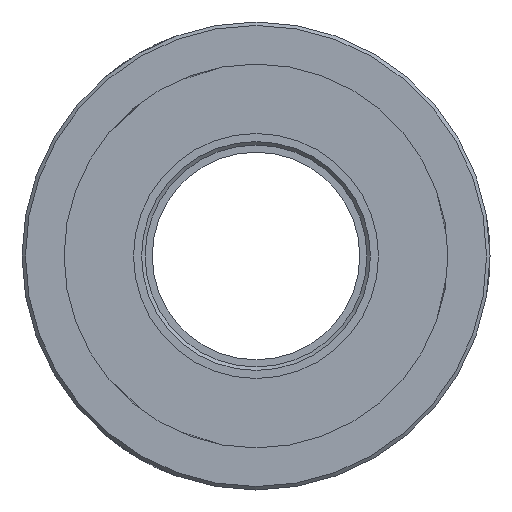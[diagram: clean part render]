
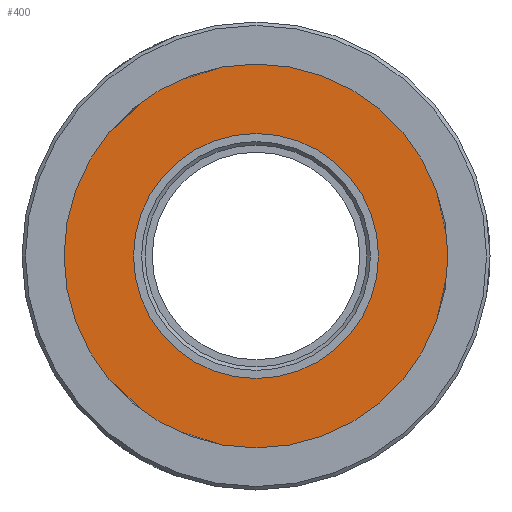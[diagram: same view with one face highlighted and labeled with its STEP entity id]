
A CAD part, front view. The second image highlights one B-rep face of the part: STEP entity #400.
In plain terms, the highlighted planar face has unit normal (0, -1, 0).
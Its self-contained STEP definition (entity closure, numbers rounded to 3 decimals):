
#341 = FACE_BOUND ( 'NONE', #1559, .T. ) ;
#348 = ORIENTED_EDGE ( 'NONE', *, *, #1361, .T. ) ;
#400 = ADVANCED_FACE ( 'NONE', ( #1589, #341 ), #875, .T. ) ;
#499 = CARTESIAN_POINT ( 'NONE',  ( 14.303, -14.05, 0. ) ) ;
#529 = VERTEX_POINT ( 'NONE', #845 ) ;
#714 = CIRCLE ( 'NONE', #1160, 16.65 ) ;
#845 = CARTESIAN_POINT ( 'NONE',  ( 14.303, -14.05, -16.65 ) ) ;
#851 = DIRECTION ( 'NONE',  ( 0., 0., -1. ) ) ;
#875 = PLANE ( 'NONE',  #1088 ) ;
#1088 = AXIS2_PLACEMENT_3D ( 'NONE', #1229, #1550, #2258 ) ;
#1098 = ORIENTED_EDGE ( 'NONE', *, *, #1816, .T. ) ;
#1160 = AXIS2_PLACEMENT_3D ( 'NONE', #1201, #2253, #1921 ) ;
#1172 = CIRCLE ( 'NONE', #1732, 10.625 ) ;
#1201 = CARTESIAN_POINT ( 'NONE',  ( 14.303, -14.05, 0. ) ) ;
#1229 = CARTESIAN_POINT ( 'NONE',  ( 30.953, -14.05, 0. ) ) ;
#1361 = EDGE_CURVE ( 'NONE', #1495, #1495, #1172, .T. ) ;
#1495 = VERTEX_POINT ( 'NONE', #2205 ) ;
#1550 = DIRECTION ( 'NONE',  ( 0., -1., 0. ) ) ;
#1559 = EDGE_LOOP ( 'NONE', ( #348 ) ) ;
#1589 = FACE_OUTER_BOUND ( 'NONE', #1956, .T. ) ;
#1732 = AXIS2_PLACEMENT_3D ( 'NONE', #499, #1915, #851 ) ;
#1816 = EDGE_CURVE ( 'NONE', #529, #529, #714, .T. ) ;
#1915 = DIRECTION ( 'NONE',  ( 0., 1., 0. ) ) ;
#1921 = DIRECTION ( 'NONE',  ( 0., 0., -1. ) ) ;
#1956 = EDGE_LOOP ( 'NONE', ( #1098 ) ) ;
#2205 = CARTESIAN_POINT ( 'NONE',  ( 14.303, -14.05, -10.625 ) ) ;
#2253 = DIRECTION ( 'NONE',  ( 0., -1., 0. ) ) ;
#2258 = DIRECTION ( 'NONE',  ( 0., 0., -1. ) ) ;
